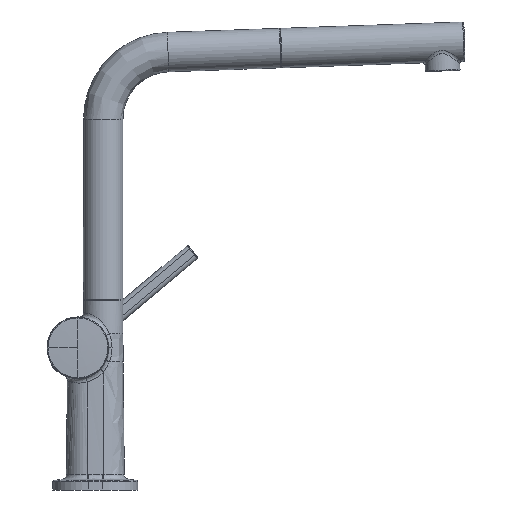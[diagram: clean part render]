
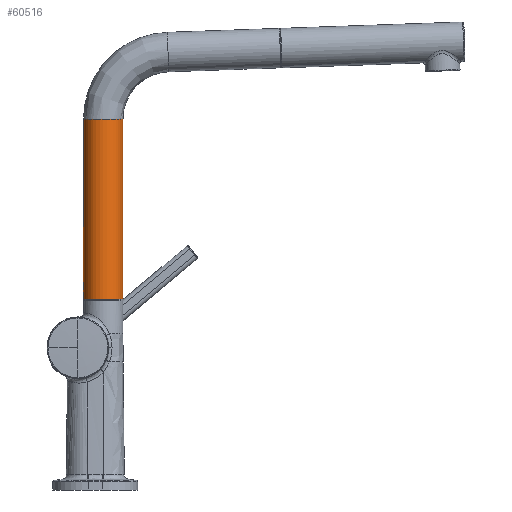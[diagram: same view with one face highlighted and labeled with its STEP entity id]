
A CAD part, front view. The second image highlights one B-rep face of the part: STEP entity #60516.
In plain terms, the highlighted cylindrical face has radius 12.5 mm (diameter 25 mm), a partial arc.
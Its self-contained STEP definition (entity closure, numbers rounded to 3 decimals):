
#59111=CARTESIAN_POINT(' ',(12.5,0.,114.));
#59112=VERTEX_POINT(' ',#59111);
#59156=CARTESIAN_POINT(' ',(-12.5,0.,114.));
#59157=VERTEX_POINT(' ',#59156);
#59561=CARTESIAN_POINT(' ',(0.,0.,114.));
#59566=DIRECTION(' ',(0.,0.,1.));
#59571=DIRECTION(' ',(-1.,0.,0.));
#59576=AXIS2_PLACEMENT_3D(' ',#59561,#59566,#59571);
#59581=CIRCLE('',#59576,12.5);
#59586=EDGE_CURVE(' ',#59157,#59112,#59581,.T.);
#59676=CARTESIAN_POINT(' ',(-12.5,0.,10.6));
#59681=DIRECTION(' ',(0.,0.,1.));
#59686=VECTOR(' ',#59681,1.);
#59691=LINE('',#59676,#59686);
#59696=CARTESIAN_POINT(' ',(-12.5,0.,10.6));
#59697=VERTEX_POINT(' ',#59696);
#59701=EDGE_CURVE(' ',#59697,#59157,#59691,.T.);
#59716=CARTESIAN_POINT(' ',(12.5,0.,0.));
#59721=DIRECTION(' ',(0.,0.,1.));
#59726=VECTOR(' ',#59721,1.);
#59731=LINE('',#59716,#59726);
#59736=CARTESIAN_POINT(' ',(12.5,0.,0.));
#59737=VERTEX_POINT(' ',#59736);
#59741=EDGE_CURVE(' ',#59737,#59112,#59731,.T.);
#59776=CARTESIAN_POINT(' ',(-12.5,0.,0.));
#59777=VERTEX_POINT(' ',#59776);
#59791=CARTESIAN_POINT(' ',(-12.5,0.,0.));
#59796=DIRECTION(' ',(0.,0.,1.));
#59801=VECTOR(' ',#59796,1.);
#59806=LINE('',#59791,#59801);
#59811=CARTESIAN_POINT(' ',(-12.5,0.,6.4));
#59812=VERTEX_POINT(' ',#59811);
#59816=EDGE_CURVE(' ',#59777,#59812,#59806,.T.);
#60291=CARTESIAN_POINT(' ',(0.,0.,57.));
#60296=DIRECTION(' ',(0.,0.,1.));
#60301=DIRECTION(' ',(-1.,0.,0.));
#60306=AXIS2_PLACEMENT_3D(' ',#60291,#60296,#60301);
#60311=CYLINDRICAL_SURFACE(' ',#60306,12.5);
#60316=ORIENTED_EDGE(' ',*,*,#59816,.F.);
#60321=CARTESIAN_POINT(' ',(0.,0.,0.));
#60326=DIRECTION(' ',(0.,-0.,1.));
#60331=DIRECTION(' ',(-1.,0.,0.));
#60336=AXIS2_PLACEMENT_3D(' ',#60321,#60326,#60331);
#60341=CIRCLE('',#60336,12.5);
#60346=EDGE_CURVE(' ',#59777,#59737,#60341,.T.);
#60351=ORIENTED_EDGE(' ',*,*,#60346,.T.);
#60356=ORIENTED_EDGE(' ',*,*,#59741,.T.);
#60361=ORIENTED_EDGE(' ',*,*,#59586,.F.);
#60366=ORIENTED_EDGE(' ',*,*,#59701,.F.);
#60371=CARTESIAN_POINT(' ',(-12.322,-2.1,8.5));
#60376=CARTESIAN_POINT(' ',(-12.322,-2.1,8.717));
#60381=CARTESIAN_POINT(' ',(-12.329,-2.063,8.938));
#60386=CARTESIAN_POINT(' ',(-12.351,-1.923,9.388));
#60391=CARTESIAN_POINT(' ',(-12.371,-1.798,9.616));
#60396=CARTESIAN_POINT(' ',(-12.431,-1.343,10.179));
#60401=CARTESIAN_POINT(' ',(-12.472,-0.95,10.431));
#60406=CARTESIAN_POINT(' ',(-12.497,-0.332,10.58));
#60411=CARTESIAN_POINT(' ',(-12.5,-0.167,10.6));
#60416=CARTESIAN_POINT(' ',(-12.5,0.,10.6));
#60421=B_SPLINE_CURVE_WITH_KNOTS('',3,(#60371,#60376,#60381,#60386,#60391,#60396,#60401,#60406,#60411,#60416),.UNSPECIFIED.,.F.,.U.,(4,2,2,2,4),(0.,0.173,0.422,0.852,1.),.UNSPECIFIED.);
#60426=CARTESIAN_POINT(' ',(-12.322,-2.1,8.5));
#60427=VERTEX_POINT(' ',#60426);
#60431=EDGE_CURVE(' ',#60427,#59697,#60421,.T.);
#60436=ORIENTED_EDGE(' ',*,*,#60431,.F.);
#60441=CARTESIAN_POINT(' ',(-12.5,0.,6.4));
#60446=CARTESIAN_POINT(' ',(-12.5,-0.268,6.4));
#60451=CARTESIAN_POINT(' ',(-12.492,-0.497,6.447));
#60456=CARTESIAN_POINT(' ',(-12.455,-1.15,6.682));
#60461=CARTESIAN_POINT(' ',(-12.411,-1.507,6.971));
#60466=CARTESIAN_POINT(' ',(-12.357,-1.894,7.557));
#60471=CARTESIAN_POINT(' ',(-12.339,-1.997,7.788));
#60476=CARTESIAN_POINT(' ',(-12.325,-2.083,8.205));
#60481=CARTESIAN_POINT(' ',(-12.322,-2.1,8.354));
#60486=CARTESIAN_POINT(' ',(-12.322,-2.1,8.5));
#60491=B_SPLINE_CURVE_WITH_KNOTS('',3,(#60441,#60446,#60451,#60456,#60461,#60466,#60471,#60476,#60481,#60486),.UNSPECIFIED.,.F.,.U.,(4,2,2,2,4),(0.,0.207,0.637,0.886,1.),.UNSPECIFIED.);
#60496=EDGE_CURVE(' ',#59812,#60427,#60491,.T.);
#60501=ORIENTED_EDGE(' ',*,*,#60496,.F.);
#60506=EDGE_LOOP(' ',(#60316,#60351,#60356,#60361,#60366,#60436,#60501));
#60511=FACE_OUTER_BOUND(' ',#60506,.T.);
#60516=ADVANCED_FACE('',(#60511),#60311,.T.);
